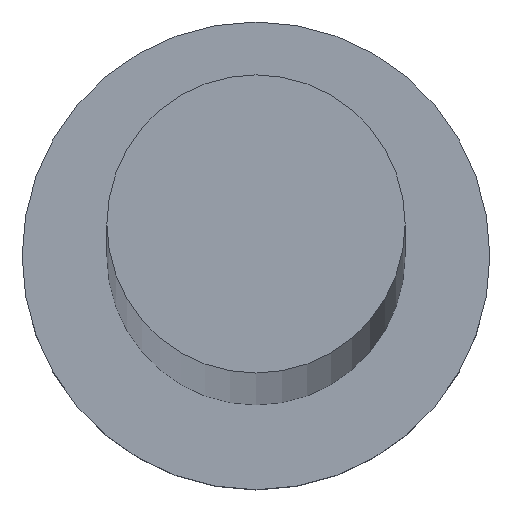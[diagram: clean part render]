
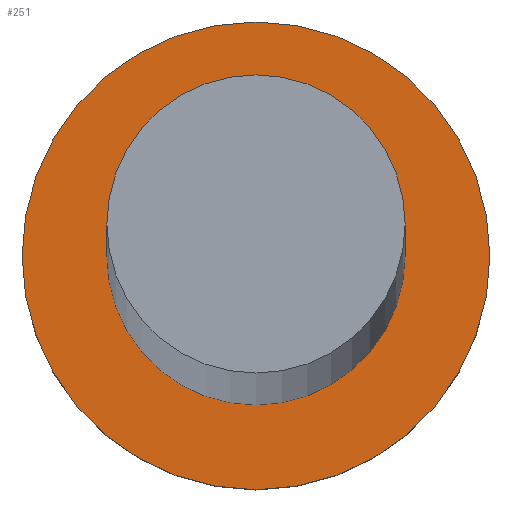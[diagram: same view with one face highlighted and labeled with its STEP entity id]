
A CAD part, top view. The second image highlights one B-rep face of the part: STEP entity #251.
In plain terms, the highlighted planar face has unit normal (0, 0, 1).
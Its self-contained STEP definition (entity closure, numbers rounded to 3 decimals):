
#2 = CIRCLE ( 'NONE', #155, 8. ) ;
#15 = DIRECTION ( 'NONE',  ( 1., 0., 0. ) ) ;
#18 = DIRECTION ( 'NONE',  ( 1., 0., 0. ) ) ;
#20 = AXIS2_PLACEMENT_3D ( 'NONE', #205, #190, #133 ) ;
#23 = EDGE_CURVE ( 'NONE', #125, #71, #82, .T. ) ;
#28 = EDGE_CURVE ( 'NONE', #46, #217, #2, .T. ) ;
#35 = CARTESIAN_POINT ( 'NONE',  ( 0., 0., 5. ) ) ;
#37 = CARTESIAN_POINT ( 'NONE',  ( 0., 0., 5. ) ) ;
#38 = DIRECTION ( 'NONE',  ( 0., 0., 1. ) ) ;
#41 = EDGE_CURVE ( 'NONE', #217, #46, #59, .T. ) ;
#46 = VERTEX_POINT ( 'NONE', #114 ) ;
#52 = ORIENTED_EDGE ( 'NONE', *, *, #97, .F. ) ;
#59 = CIRCLE ( 'NONE', #175, 8. ) ;
#60 = AXIS2_PLACEMENT_3D ( 'NONE', #37, #226, #18 ) ;
#71 = VERTEX_POINT ( 'NONE', #246 ) ;
#72 = CARTESIAN_POINT ( 'NONE',  ( 5.1, 0., 5. ) ) ;
#82 = CIRCLE ( 'NONE', #20, 5.1 ) ;
#92 = DIRECTION ( 'NONE',  ( 0., 0., 1. ) ) ;
#97 = EDGE_CURVE ( 'NONE', #71, #125, #101, .T. ) ;
#101 = CIRCLE ( 'NONE', #234, 5.1 ) ;
#114 = CARTESIAN_POINT ( 'NONE',  ( 8., 0., 5. ) ) ;
#117 = DIRECTION ( 'NONE',  ( 0., 0., 1. ) ) ;
#118 = FACE_OUTER_BOUND ( 'NONE', #165, .T. ) ;
#125 = VERTEX_POINT ( 'NONE', #72 ) ;
#126 = ORIENTED_EDGE ( 'NONE', *, *, #41, .T. ) ;
#128 = CARTESIAN_POINT ( 'NONE',  ( 0., 0., 5. ) ) ;
#133 = DIRECTION ( 'NONE',  ( 1., 0., 0. ) ) ;
#134 = CARTESIAN_POINT ( 'NONE',  ( 0., 0., 5. ) ) ;
#146 = ORIENTED_EDGE ( 'NONE', *, *, #28, .T. ) ;
#148 = FACE_BOUND ( 'NONE', #252, .T. ) ;
#155 = AXIS2_PLACEMENT_3D ( 'NONE', #128, #92, #185 ) ;
#165 = EDGE_LOOP ( 'NONE', ( #126, #146 ) ) ;
#175 = AXIS2_PLACEMENT_3D ( 'NONE', #35, #117, #15 ) ;
#183 = DIRECTION ( 'NONE',  ( 1., 0., 0. ) ) ;
#185 = DIRECTION ( 'NONE',  ( 1., 0., 0. ) ) ;
#190 = DIRECTION ( 'NONE',  ( 0., 0., 1. ) ) ;
#194 = PLANE ( 'NONE',  #60 ) ;
#205 = CARTESIAN_POINT ( 'NONE',  ( 0., 0., 5. ) ) ;
#217 = VERTEX_POINT ( 'NONE', #228 ) ;
#226 = DIRECTION ( 'NONE',  ( 0., 0., 1. ) ) ;
#228 = CARTESIAN_POINT ( 'NONE',  ( -8., 0., 5. ) ) ;
#234 = AXIS2_PLACEMENT_3D ( 'NONE', #134, #38, #183 ) ;
#239 = ORIENTED_EDGE ( 'NONE', *, *, #23, .F. ) ;
#246 = CARTESIAN_POINT ( 'NONE',  ( -5.1, 0., 5. ) ) ;
#251 = ADVANCED_FACE ( 'NONE', ( #148, #118 ), #194, .T. ) ;
#252 = EDGE_LOOP ( 'NONE', ( #52, #239 ) ) ;
